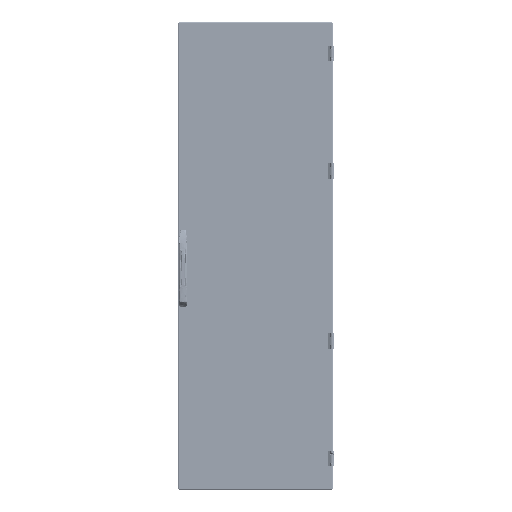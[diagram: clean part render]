
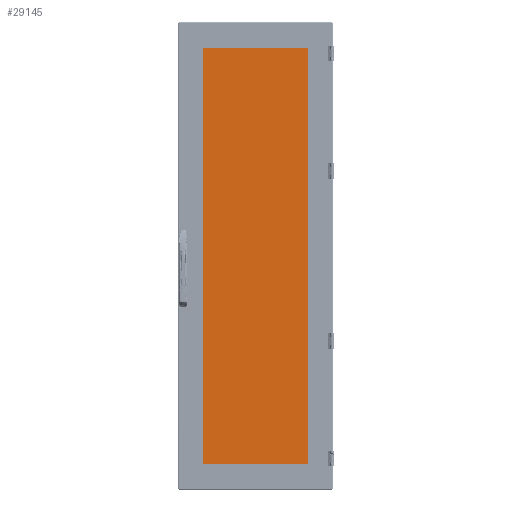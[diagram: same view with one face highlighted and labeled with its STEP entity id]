
A CAD part, top view. The second image highlights one B-rep face of the part: STEP entity #29145.
In plain terms, the highlighted planar face has unit normal (0, 0, 1).
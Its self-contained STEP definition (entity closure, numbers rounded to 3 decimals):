
#1468 = CARTESIAN_POINT ( 'NONE',  ( -223.25, -811.05, 4. ) ) ;
#7309 = LINE ( 'NONE', #15167, #85487 ) ;
#8067 = EDGE_CURVE ( 'NONE', #70231, #36740, #76969, .T. ) ;
#10343 = EDGE_CURVE ( 'NONE', #25844, #70231, #57529, .T. ) ;
#14835 = EDGE_LOOP ( 'NONE', ( #42717, #43217, #29346, #36545 ) ) ;
#15167 = CARTESIAN_POINT ( 'NONE',  ( -223.25, 811.05, 4. ) ) ;
#19563 = DIRECTION ( 'NONE',  ( -1., 0., 0. ) ) ;
#25844 = VERTEX_POINT ( 'NONE', #27223 ) ;
#27223 = CARTESIAN_POINT ( 'NONE',  ( -223.25, -811.05, 4. ) ) ;
#28137 = CARTESIAN_POINT ( 'NONE',  ( -223.25, 811.05, 4. ) ) ;
#29145 = ADVANCED_FACE ( 'NONE', ( #55139 ), #45860, .F. ) ;
#29346 = ORIENTED_EDGE ( 'NONE', *, *, #40766, .T. ) ;
#29725 = DIRECTION ( 'NONE',  ( 1., 0., 0. ) ) ;
#29992 = VECTOR ( 'NONE', #54264, 1000. ) ;
#32072 = CARTESIAN_POINT ( 'NONE',  ( 223.25, 811.05, 4. ) ) ;
#33880 = AXIS2_PLACEMENT_3D ( 'NONE', #68206, #89935, #19563 ) ;
#36545 = ORIENTED_EDGE ( 'NONE', *, *, #10343, .T. ) ;
#36740 = VERTEX_POINT ( 'NONE', #32072 ) ;
#40766 = EDGE_CURVE ( 'NONE', #70618, #25844, #89000, .T. ) ;
#42717 = ORIENTED_EDGE ( 'NONE', *, *, #8067, .T. ) ;
#43217 = ORIENTED_EDGE ( 'NONE', *, *, #54280, .T. ) ;
#45860 = PLANE ( 'NONE',  #33880 ) ;
#49554 = VECTOR ( 'NONE', #55651, 1000. ) ;
#50918 = CARTESIAN_POINT ( 'NONE',  ( 223.25, -811.05, 4. ) ) ;
#54264 = DIRECTION ( 'NONE',  ( 0., -1., 0. ) ) ;
#54280 = EDGE_CURVE ( 'NONE', #36740, #70618, #7309, .T. ) ;
#55139 = FACE_OUTER_BOUND ( 'NONE', #14835, .T. ) ;
#55651 = DIRECTION ( 'NONE',  ( 0., 1., 0. ) ) ;
#57529 = LINE ( 'NONE', #1468, #84094 ) ;
#68206 = CARTESIAN_POINT ( 'NONE',  ( 0., 0., 4. ) ) ;
#69096 = CARTESIAN_POINT ( 'NONE',  ( 223.25, -811.05, 4. ) ) ;
#70231 = VERTEX_POINT ( 'NONE', #50918 ) ;
#70618 = VERTEX_POINT ( 'NONE', #28137 ) ;
#70732 = DIRECTION ( 'NONE',  ( -1., 0., 0. ) ) ;
#76969 = LINE ( 'NONE', #69096, #49554 ) ;
#84094 = VECTOR ( 'NONE', #29725, 1000. ) ;
#85487 = VECTOR ( 'NONE', #70732, 1000. ) ;
#89000 = LINE ( 'NONE', #89458, #29992 ) ;
#89458 = CARTESIAN_POINT ( 'NONE',  ( -223.25, -811.05, 4. ) ) ;
#89935 = DIRECTION ( 'NONE',  ( 0., 0., -1. ) ) ;
